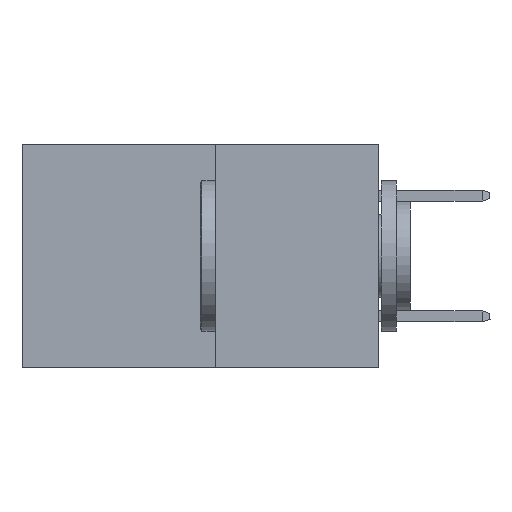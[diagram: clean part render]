
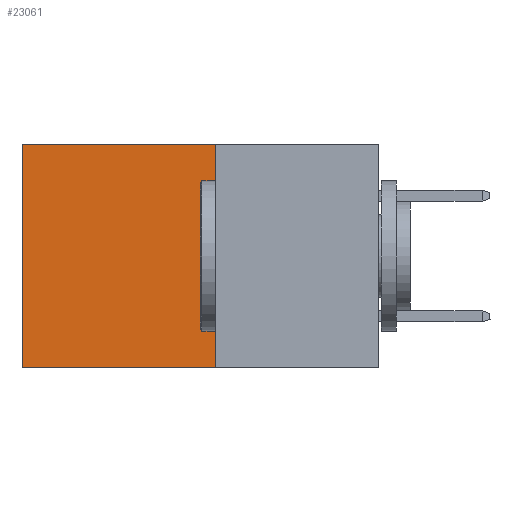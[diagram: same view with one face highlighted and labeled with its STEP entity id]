
A CAD part, left-side view. The second image highlights one B-rep face of the part: STEP entity #23061.
In plain terms, the highlighted planar face has unit normal (-1, 0, 0).
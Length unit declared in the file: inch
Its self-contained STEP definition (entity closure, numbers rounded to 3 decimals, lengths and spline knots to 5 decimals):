
#1794 = PLANE ( 'NONE',  #23403 ) ;
#2243 = CARTESIAN_POINT ( 'NONE',  ( 0.277, 0.27, -0.37 ) ) ;
#2809 = EDGE_CURVE ( 'NONE', #4148, #23671, #4081, .T. ) ;
#3247 = EDGE_CURVE ( 'NONE', #13475, #23671, #4054, .T. ) ;
#3823 = CARTESIAN_POINT ( 'NONE',  ( 0.277, 0.59, -0.37 ) ) ;
#4054 = LINE ( 'NONE', #27118, #14499 ) ;
#4081 = LINE ( 'NONE', #9707, #19442 ) ;
#4148 = VERTEX_POINT ( 'NONE', #19005 ) ;
#4490 = VERTEX_POINT ( 'NONE', #7928 ) ;
#6078 = ORIENTED_EDGE ( 'NONE', *, *, #7861, .F. ) ;
#6113 = CARTESIAN_POINT ( 'NONE',  ( 0.277, 0.27, -0.37 ) ) ;
#7252 = VECTOR ( 'NONE', #26938, 39.37008 ) ;
#7861 = EDGE_CURVE ( 'NONE', #4490, #13475, #23975, .T. ) ;
#7928 = CARTESIAN_POINT ( 'NONE',  ( 0.277, 0.27, 0. ) ) ;
#8212 = DIRECTION ( 'NONE',  ( 0., 0., -1. ) ) ;
#8750 = FACE_OUTER_BOUND ( 'NONE', #19993, .T. ) ;
#9707 = CARTESIAN_POINT ( 'NONE',  ( 0.277, 0.59, -0.37 ) ) ;
#11164 = EDGE_CURVE ( 'NONE', #4490, #4148, #18274, .T. ) ;
#12315 = DIRECTION ( 'NONE',  ( 0., 1., 0. ) ) ;
#13475 = VERTEX_POINT ( 'NONE', #23734 ) ;
#14430 = ORIENTED_EDGE ( 'NONE', *, *, #3247, .F. ) ;
#14499 = VECTOR ( 'NONE', #12315, 39.37008 ) ;
#16535 = CARTESIAN_POINT ( 'NONE',  ( 0.277, 0.27, 0. ) ) ;
#17780 = VECTOR ( 'NONE', #18977, 39.37008 ) ;
#18274 = LINE ( 'NONE', #16535, #7252 ) ;
#18977 = DIRECTION ( 'NONE',  ( 0., 0., -1. ) ) ;
#19005 = CARTESIAN_POINT ( 'NONE',  ( 0.277, 0.59, 0. ) ) ;
#19040 = ORIENTED_EDGE ( 'NONE', *, *, #11164, .T. ) ;
#19442 = VECTOR ( 'NONE', #25344, 39.37008 ) ;
#19571 = ORIENTED_EDGE ( 'NONE', *, *, #2809, .T. ) ;
#19993 = EDGE_LOOP ( 'NONE', ( #19571, #14430, #6078, #19040 ) ) ;
#20676 = DIRECTION ( 'NONE',  ( 1., 0., 0. ) ) ;
#23061 = ADVANCED_FACE ( 'NONE', ( #8750 ), #1794, .F. ) ;
#23403 = AXIS2_PLACEMENT_3D ( 'NONE', #6113, #20676, #8212 ) ;
#23671 = VERTEX_POINT ( 'NONE', #3823 ) ;
#23734 = CARTESIAN_POINT ( 'NONE',  ( 0.277, 0.27, -0.37 ) ) ;
#23975 = LINE ( 'NONE', #2243, #17780 ) ;
#25344 = DIRECTION ( 'NONE',  ( 0., 0., -1. ) ) ;
#26938 = DIRECTION ( 'NONE',  ( 0., 1., 0. ) ) ;
#27118 = CARTESIAN_POINT ( 'NONE',  ( 0.277, 0.27, -0.37 ) ) ;
